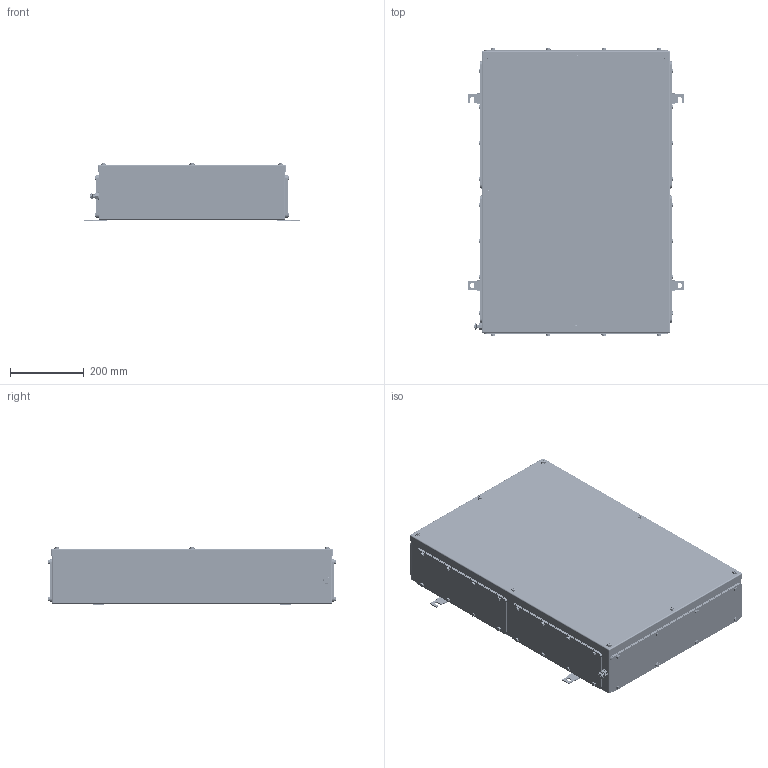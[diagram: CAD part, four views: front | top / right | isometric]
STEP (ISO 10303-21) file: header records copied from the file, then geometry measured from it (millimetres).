
FILE_DESCRIPTION(('CATIA V5 STEP Exchange','CAx-IF Rec.Pracs.--- Model Styling and Organization---1.4--- 2014-01-23'),'2;1');
FILE_NAME ('008693-4_2_1196540000_1196540000.stp','2019-09-25T09:00:24+00:00',('none'),('Weidmueller'),'CATIA Version 5-6 Release 2016 SP3 HF44','CATIA V5 STEP AP214','none');
FILE_SCHEMA(('AUTOMOTIVE_DESIGN { 1 0 10303 214 1 1 1 1 }'));
Products named in the file (1): Product7_AllCATPart
Bounding box: 589 x 784 x 158.5 mm (x, y, z)
Volume: 3017119.9 mm3; surface area: 3199896.3 mm2
Topology: 165 solids, 165 shells, 3461 faces, 7842 edges, 4867 vertices
Faces by surface type: cylinder 1520, plane 1199, cone 670, torus 56, sphere 16
Entity records: 90687 total; most frequent: CARTESIAN_POINT 18433, ORIENTED_EDGE 15392, DIRECTION 12047, EDGE_CURVE 7696, AXIS2_PLACEMENT_3D 5758, VERTEX_POINT 4867, EDGE_LOOP 4159, VECTOR 3886
